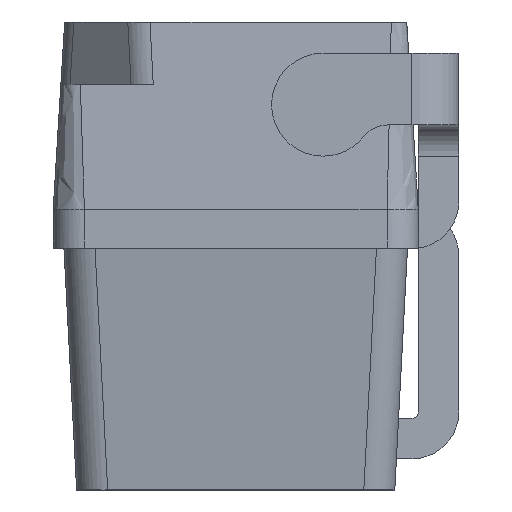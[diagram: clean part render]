
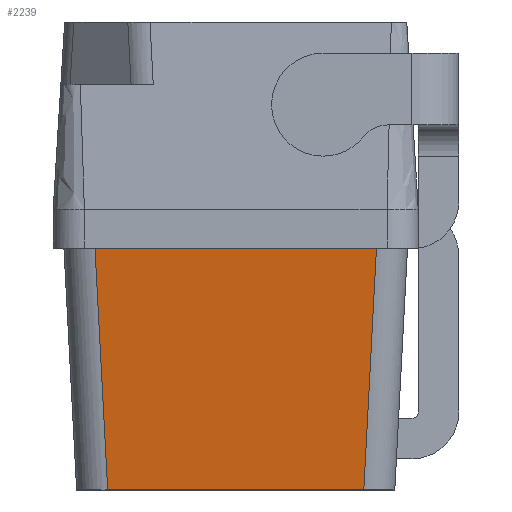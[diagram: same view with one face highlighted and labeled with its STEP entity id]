
A CAD part, left-side view. The second image highlights one B-rep face of the part: STEP entity #2239.
In plain terms, the highlighted planar face has unit normal (-0.993, 0, -0.122).
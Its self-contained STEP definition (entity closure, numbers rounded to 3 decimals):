
#215 = VECTOR ( 'NONE', #1691, 1000. ) ;
#263 = CARTESIAN_POINT ( 'NONE',  ( -2.13, 0.13, -0.9 ) ) ;
#460 = VECTOR ( 'NONE', #2016, 1000. ) ;
#532 = ORIENTED_EDGE ( 'NONE', *, *, #1317, .T. ) ;
#574 = EDGE_CURVE ( 'NONE', #3693, #2325, #3772, .T. ) ;
#580 = CARTESIAN_POINT ( 'NONE',  ( -2.13, 0.13, -0.9 ) ) ;
#1089 = CARTESIAN_POINT ( 'NONE',  ( -2.13, 0.304, -0.9 ) ) ;
#1118 = CARTESIAN_POINT ( 'NONE',  ( -2.131, 0.304, -0.891 ) ) ;
#1317 = EDGE_CURVE ( 'NONE', #4106, #2562, #1607, .T. ) ;
#1402 = EDGE_CURVE ( 'NONE', #2562, #2325, #3304, .T. ) ;
#1461 = CARTESIAN_POINT ( 'NONE',  ( -2.225, 1.166, -0.125 ) ) ;
#1607 = LINE ( 'NONE', #2065, #460 ) ;
#1691 = DIRECTION ( 'NONE',  ( 0.122, -0.052, -0.991 ) ) ;
#1692 = AXIS2_PLACEMENT_3D ( 'NONE', #263, #3109, #4088 ) ;
#2016 = DIRECTION ( 'NONE',  ( 0., 1., 0. ) ) ;
#2065 = CARTESIAN_POINT ( 'NONE',  ( -2.225, 0.13, -0.125 ) ) ;
#2081 = LINE ( 'NONE', #1118, #3226 ) ;
#2151 = ORIENTED_EDGE ( 'NONE', *, *, #1402, .T. ) ;
#2239 = ADVANCED_FACE ( 'NONE', ( #2776 ), #3760, .F. ) ;
#2325 = VERTEX_POINT ( 'NONE', #2820 ) ;
#2562 = VERTEX_POINT ( 'NONE', #1461 ) ;
#2685 = EDGE_CURVE ( 'NONE', #3693, #4106, #2081, .T. ) ;
#2776 = FACE_OUTER_BOUND ( 'NONE', #2964, .T. ) ;
#2799 = ORIENTED_EDGE ( 'NONE', *, *, #574, .F. ) ;
#2820 = CARTESIAN_POINT ( 'NONE',  ( -2.13, 1.126, -0.9 ) ) ;
#2964 = EDGE_LOOP ( 'NONE', ( #2799, #3316, #532, #2151 ) ) ;
#3109 = DIRECTION ( 'NONE',  ( 0.993, 0., 0.122 ) ) ;
#3226 = VECTOR ( 'NONE', #3453, 1000. ) ;
#3304 = LINE ( 'NONE', #4000, #215 ) ;
#3316 = ORIENTED_EDGE ( 'NONE', *, *, #2685, .T. ) ;
#3451 = DIRECTION ( 'NONE',  ( 0., 1., 0. ) ) ;
#3453 = DIRECTION ( 'NONE',  ( -0.122, -0.052, 0.991 ) ) ;
#3693 = VERTEX_POINT ( 'NONE', #1089 ) ;
#3760 = PLANE ( 'NONE',  #1692 ) ;
#3772 = LINE ( 'NONE', #580, #4027 ) ;
#3773 = CARTESIAN_POINT ( 'NONE',  ( -2.225, 0.264, -0.125 ) ) ;
#4000 = CARTESIAN_POINT ( 'NONE',  ( -2.124, 1.123, -0.951 ) ) ;
#4027 = VECTOR ( 'NONE', #3451, 1000. ) ;
#4088 = DIRECTION ( 'NONE',  ( 0.122, 0., -0.993 ) ) ;
#4106 = VERTEX_POINT ( 'NONE', #3773 ) ;
